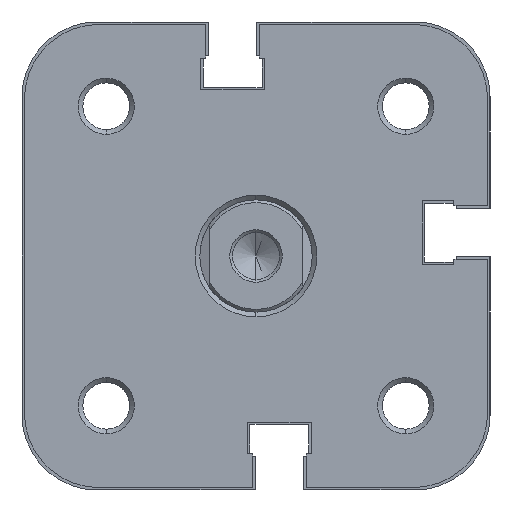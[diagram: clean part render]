
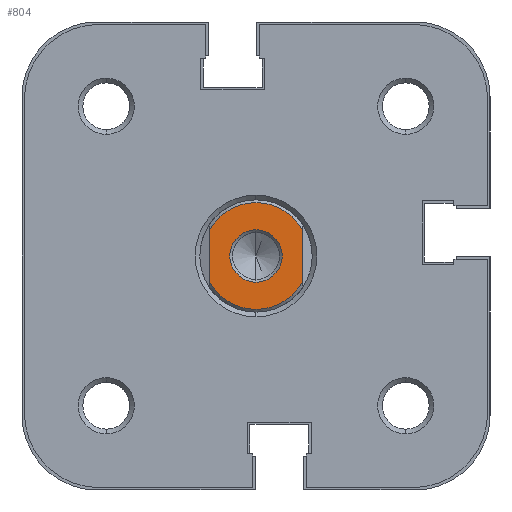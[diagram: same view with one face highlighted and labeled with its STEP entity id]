
A CAD part, left-side view. The second image highlights one B-rep face of the part: STEP entity #804.
In plain terms, the highlighted face is planar.
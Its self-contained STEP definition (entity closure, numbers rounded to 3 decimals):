
#376 = EDGE_CURVE ( 'NONE', #4539, #4552, #5038, .T. ) ;
#426 = EDGE_CURVE ( 'NONE', #4420, #4444, #5103, .T. ) ;
#427 = EDGE_CURVE ( 'NONE', #4552, #4539, #5105, .T. ) ;
#428 = EDGE_CURVE ( 'NONE', #4416, #4501, #5106, .T. ) ;
#429 = EDGE_CURVE ( 'NONE', #4416, #4444, #5099, .T. ) ;
#430 = EDGE_CURVE ( 'NONE', #4420, #4501, #5107, .T. ) ;
#564 = ORIENTED_EDGE ( 'NONE', *, *, #428, .T. ) ;
#565 = ORIENTED_EDGE ( 'NONE', *, *, #427, .T. ) ;
#566 = ORIENTED_EDGE ( 'NONE', *, *, #429, .F. ) ;
#586 = ORIENTED_EDGE ( 'NONE', *, *, #426, .T. ) ;
#605 = ORIENTED_EDGE ( 'NONE', *, *, #376, .T. ) ;
#611 = ORIENTED_EDGE ( 'NONE', *, *, #430, .F. ) ;
#804 = ADVANCED_FACE ( 'NONE', ( #5132, #5129 ), #1230, .F. ) ;
#1020 = CARTESIAN_POINT ( 'NONE',  ( 556.5, 0., 0. ) ) ;
#1021 = DIRECTION ( 'NONE',  ( -1., 0., 0. ) ) ;
#1022 = DIRECTION ( 'NONE',  ( 0., -1., 0. ) ) ;
#1143 = CARTESIAN_POINT ( 'NONE',  ( 556.5, 0., 0. ) ) ;
#1152 = CARTESIAN_POINT ( 'NONE',  ( 556.5, 0., 0. ) ) ;
#1153 = DIRECTION ( 'NONE',  ( 1., 0., 0. ) ) ;
#1154 = DIRECTION ( 'NONE',  ( 0., -1., 0. ) ) ;
#1155 = CARTESIAN_POINT ( 'NONE',  ( 556.5, 0., 0. ) ) ;
#1156 = DIRECTION ( 'NONE',  ( -1., 0., 0. ) ) ;
#1157 = DIRECTION ( 'NONE',  ( 0., -1., 0. ) ) ;
#1159 = DIRECTION ( 'NONE',  ( 1., 0., 0. ) ) ;
#1160 = DIRECTION ( 'NONE',  ( 0., -1., 0. ) ) ;
#1161 = CARTESIAN_POINT ( 'NONE',  ( 556.5, -5., 3.317 ) ) ;
#1162 = DIRECTION ( 'NONE',  ( 0., 0., 1. ) ) ;
#1163 = CARTESIAN_POINT ( 'NONE',  ( 556.5, 5., 3.317 ) ) ;
#1164 = DIRECTION ( 'NONE',  ( 0., 0., -1. ) ) ;
#1224 = CARTESIAN_POINT ( 'NONE',  ( 556.5, 6., 0. ) ) ;
#1230 = PLANE ( 'NONE',  #7040 ) ;
#1231 = DIRECTION ( 'NONE',  ( -1., 0., 0. ) ) ;
#1232 = DIRECTION ( 'NONE',  ( 0., -1., 0. ) ) ;
#2382 = CARTESIAN_POINT ( 'NONE',  ( 556.5, -5., -2.737 ) ) ;
#2386 = CARTESIAN_POINT ( 'NONE',  ( 556.5, 5., 2.737 ) ) ;
#2410 = CARTESIAN_POINT ( 'NONE',  ( 556.5, -5., 2.737 ) ) ;
#2467 = CARTESIAN_POINT ( 'NONE',  ( 556.5, 5., -2.737 ) ) ;
#2505 = CARTESIAN_POINT ( 'NONE',  ( 556.5, 0., -2.8 ) ) ;
#2518 = CARTESIAN_POINT ( 'NONE',  ( 556.5, 0., 2.8 ) ) ;
#4416 = VERTEX_POINT ( 'NONE', #2382 ) ;
#4420 = VERTEX_POINT ( 'NONE', #2386 ) ;
#4444 = VERTEX_POINT ( 'NONE', #2410 ) ;
#4501 = VERTEX_POINT ( 'NONE', #2467 ) ;
#4539 = VERTEX_POINT ( 'NONE', #2505 ) ;
#4552 = VERTEX_POINT ( 'NONE', #2518 ) ;
#5038 = CIRCLE ( 'NONE', #7000, 2.8 ) ;
#5099 = LINE ( 'NONE', #1161, #5104 ) ;
#5103 = CIRCLE ( 'NONE', #7018, 5.7 ) ;
#5104 = VECTOR ( 'NONE', #1162, 1000. ) ;
#5105 = CIRCLE ( 'NONE', #7016, 2.8 ) ;
#5106 = CIRCLE ( 'NONE', #7020, 5.7 ) ;
#5107 = LINE ( 'NONE', #1163, #5108 ) ;
#5108 = VECTOR ( 'NONE', #1164, 1000. ) ;
#5129 = FACE_OUTER_BOUND ( 'NONE', #6802, .T. ) ;
#5132 = FACE_BOUND ( 'NONE', #6589, .T. ) ;
#6589 = EDGE_LOOP ( 'NONE', ( #605, #565 ) ) ;
#6802 = EDGE_LOOP ( 'NONE', ( #566, #564, #611, #586 ) ) ;
#7000 = AXIS2_PLACEMENT_3D ( 'NONE', #1020, #1021, #1022 ) ;
#7016 = AXIS2_PLACEMENT_3D ( 'NONE', #1155, #1156, #1157 ) ;
#7018 = AXIS2_PLACEMENT_3D ( 'NONE', #1143, #1153, #1154 ) ;
#7020 = AXIS2_PLACEMENT_3D ( 'NONE', #1152, #1159, #1160 ) ;
#7040 = AXIS2_PLACEMENT_3D ( 'NONE', #1224, #1231, #1232 ) ;
